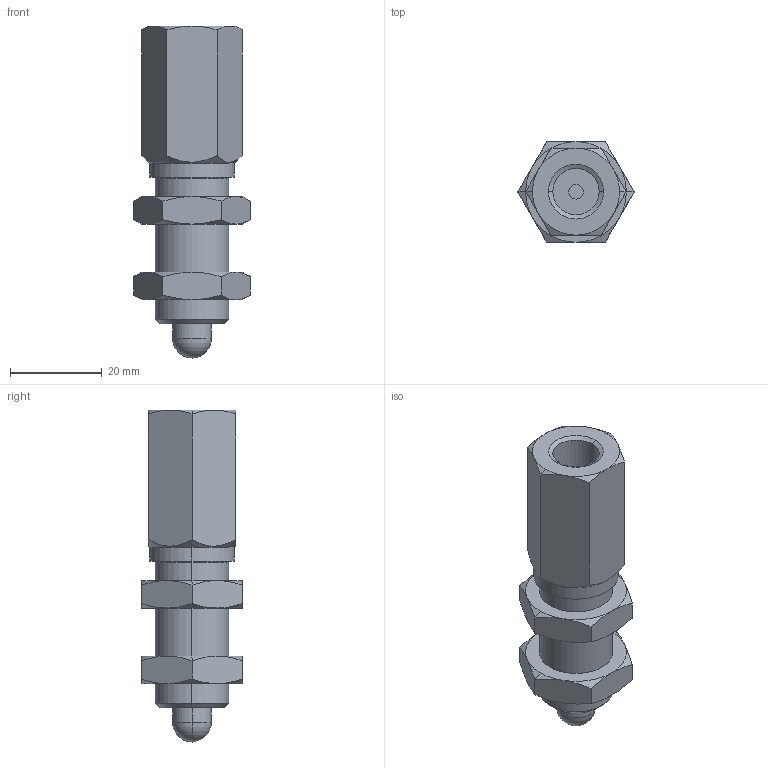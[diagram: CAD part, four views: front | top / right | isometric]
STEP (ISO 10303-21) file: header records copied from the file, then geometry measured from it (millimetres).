
FILE_DESCRIPTION(('STEP AP214'),'1');
FILE_NAME(' ',' ',('TraceParts'),('TraceParts S.A.'),'XStep 1.0',' ',' ');
FILE_SCHEMA(('automotive_design'));
Length unit declared in the file: millimetre
Products named in the file (4): 1; 2; 3; 4
Bounding box: 25.4 x 22 x 72.5 mm (x, y, z)
Volume: 17627.3 mm3; surface area: 7979.1 mm2
Topology: 4 solids, 4 shells, 106 faces, 222 edges, 127 vertices
Faces by surface type: cone 54, plane 30, cylinder 20, sphere 2
Entity records: 5382 total; most frequent: CARTESIAN_POINT 589, DIRECTION 466, STYLED_ITEM 457, PRESENTATION_STYLE_ASSIGNMENT 457, COLOUR_RGB 457, ORIENTED_EDGE 440, EDGE_CURVE 220, CURVE_STYLE 220
